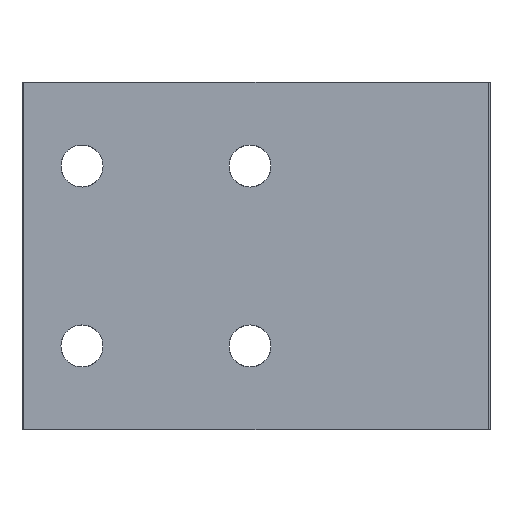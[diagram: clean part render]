
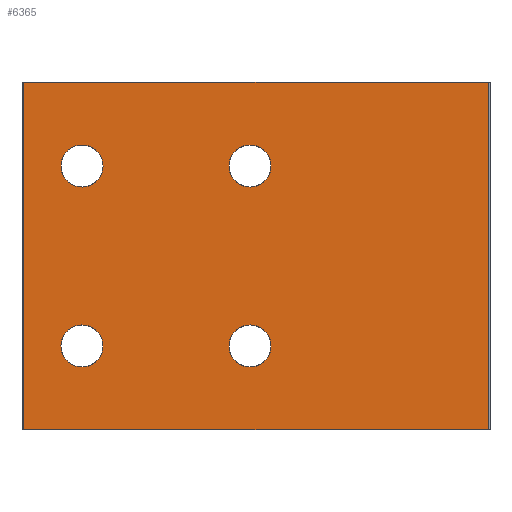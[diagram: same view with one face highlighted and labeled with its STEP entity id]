
A CAD part, front view. The second image highlights one B-rep face of the part: STEP entity #6365.
In plain terms, the highlighted planar face has unit normal (0, -1, 0).
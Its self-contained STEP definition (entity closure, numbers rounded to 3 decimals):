
#5 = CARTESIAN_POINT ( 'NONE',  ( 10441.392, 2863.331, 25. ) ) ;
#26 = VERTEX_POINT ( 'NONE', #7511 ) ;
#139 = EDGE_CURVE ( 'NONE', #7744, #26, #2704, .T. ) ;
#146 = CARTESIAN_POINT ( 'NONE',  ( 10413.392, 2863.331, 21.5 ) ) ;
#157 = VECTOR ( 'NONE', #8341, 1000. ) ;
#172 = DIRECTION ( 'NONE',  ( 0., 1., 0. ) ) ;
#181 = EDGE_CURVE ( 'NONE', #7744, #7060, #1137, .T. ) ;
#268 = DIRECTION ( 'NONE',  ( 0., 1., 0. ) ) ;
#305 = DIRECTION ( 'NONE',  ( 0., 1., 0. ) ) ;
#306 = CARTESIAN_POINT ( 'NONE',  ( 10413.392, 2863.331, 25. ) ) ;
#333 = CARTESIAN_POINT ( 'NONE',  ( 10441.392, 2863.331, -8.5 ) ) ;
#387 = CIRCLE ( 'NONE', #481, 3.5 ) ;
#456 = CARTESIAN_POINT ( 'NONE',  ( 10481.392, 2863.331, 10. ) ) ;
#481 = AXIS2_PLACEMENT_3D ( 'NONE', #5961, #172, #525 ) ;
#525 = DIRECTION ( 'NONE',  ( 0., 0., 1. ) ) ;
#529 = CARTESIAN_POINT ( 'NONE',  ( 10441.392, 2863.331, 21.5 ) ) ;
#608 = VERTEX_POINT ( 'NONE', #1726 ) ;
#706 = DIRECTION ( 'NONE',  ( 0., 0., 1. ) ) ;
#793 = EDGE_CURVE ( 'NONE', #794, #1548, #387, .T. ) ;
#794 = VERTEX_POINT ( 'NONE', #4659 ) ;
#934 = VECTOR ( 'NONE', #7498, 1000. ) ;
#1039 = CIRCLE ( 'NONE', #5195, 3.5 ) ;
#1130 = EDGE_CURVE ( 'NONE', #2595, #4835, #3446, .T. ) ;
#1137 = LINE ( 'NONE', #6760, #2496 ) ;
#1158 = DIRECTION ( 'NONE',  ( 0., 0., 1. ) ) ;
#1252 = EDGE_CURVE ( 'NONE', #7813, #608, #1039, .T. ) ;
#1312 = ORIENTED_EDGE ( 'NONE', *, *, #1130, .T. ) ;
#1432 = EDGE_CURVE ( 'NONE', #6029, #2246, #6759, .T. ) ;
#1458 = AXIS2_PLACEMENT_3D ( 'NONE', #4366, #305, #5040 ) ;
#1548 = VERTEX_POINT ( 'NONE', #5379 ) ;
#1629 = EDGE_LOOP ( 'NONE', ( #8364, #6967, #5571, #5992 ) ) ;
#1656 = FACE_BOUND ( 'NONE', #7095, .T. ) ;
#1672 = CIRCLE ( 'NONE', #1458, 3.5 ) ;
#1694 = AXIS2_PLACEMENT_3D ( 'NONE', #7488, #6929, #7707 ) ;
#1726 = CARTESIAN_POINT ( 'NONE',  ( 10441.392, 2863.331, 28.5 ) ) ;
#1769 = EDGE_CURVE ( 'NONE', #608, #7813, #3021, .T. ) ;
#1808 = DIRECTION ( 'NONE',  ( 0., 1., 0. ) ) ;
#1813 = CARTESIAN_POINT ( 'NONE',  ( 10403.692, 2863.331, 39. ) ) ;
#1855 = FACE_BOUND ( 'NONE', #4573, .T. ) ;
#1962 = DIRECTION ( 'NONE',  ( 0., 1., 0. ) ) ;
#2128 = AXIS2_PLACEMENT_3D ( 'NONE', #5, #4756, #706 ) ;
#2156 = CARTESIAN_POINT ( 'NONE',  ( 10413.392, 2863.331, 28.5 ) ) ;
#2246 = VERTEX_POINT ( 'NONE', #146 ) ;
#2308 = AXIS2_PLACEMENT_3D ( 'NONE', #306, #268, #4327 ) ;
#2496 = VECTOR ( 'NONE', #6562, 1000. ) ;
#2565 = ORIENTED_EDGE ( 'NONE', *, *, #793, .T. ) ;
#2595 = VERTEX_POINT ( 'NONE', #2737 ) ;
#2704 = LINE ( 'NONE', #7967, #934 ) ;
#2737 = CARTESIAN_POINT ( 'NONE',  ( 10441.392, 2863.331, -1.5 ) ) ;
#2877 = CARTESIAN_POINT ( 'NONE',  ( 10481.092, 2863.331, 10. ) ) ;
#2951 = DIRECTION ( 'NONE',  ( 0., 1., 0. ) ) ;
#3021 = CIRCLE ( 'NONE', #2128, 3.5 ) ;
#3312 = CARTESIAN_POINT ( 'NONE',  ( 10441.392, 2863.331, 25. ) ) ;
#3433 = FACE_BOUND ( 'NONE', #5850, .T. ) ;
#3437 = EDGE_CURVE ( 'NONE', #1548, #794, #8312, .T. ) ;
#3446 = CIRCLE ( 'NONE', #1694, 3.5 ) ;
#3721 = CARTESIAN_POINT ( 'NONE',  ( 10481.392, 2863.331, -19. ) ) ;
#3916 = CARTESIAN_POINT ( 'NONE',  ( 10403.692, 2863.331, -19. ) ) ;
#4321 = LINE ( 'NONE', #3721, #7733 ) ;
#4327 = DIRECTION ( 'NONE',  ( 0., 0., 1. ) ) ;
#4366 = CARTESIAN_POINT ( 'NONE',  ( 10413.392, 2863.331, 25. ) ) ;
#4416 = DIRECTION ( 'NONE',  ( 1., 0., 0. ) ) ;
#4573 = EDGE_LOOP ( 'NONE', ( #4800, #7254 ) ) ;
#4659 = CARTESIAN_POINT ( 'NONE',  ( 10413.392, 2863.331, -1.5 ) ) ;
#4710 = AXIS2_PLACEMENT_3D ( 'NONE', #5864, #1808, #6581 ) ;
#4756 = DIRECTION ( 'NONE',  ( 0., 1., 0. ) ) ;
#4800 = ORIENTED_EDGE ( 'NONE', *, *, #1252, .T. ) ;
#4835 = VERTEX_POINT ( 'NONE', #333 ) ;
#4875 = EDGE_CURVE ( 'NONE', #4835, #2595, #5276, .T. ) ;
#5030 = AXIS2_PLACEMENT_3D ( 'NONE', #456, #5203, #1158 ) ;
#5040 = DIRECTION ( 'NONE',  ( 0., 0., 1. ) ) ;
#5195 = AXIS2_PLACEMENT_3D ( 'NONE', #3312, #1962, #8107 ) ;
#5203 = DIRECTION ( 'NONE',  ( 0., 1., 0. ) ) ;
#5276 = CIRCLE ( 'NONE', #4710, 3.5 ) ;
#5379 = CARTESIAN_POINT ( 'NONE',  ( 10413.392, 2863.331, -8.5 ) ) ;
#5430 = EDGE_CURVE ( 'NONE', #2246, #6029, #1672, .T. ) ;
#5571 = ORIENTED_EDGE ( 'NONE', *, *, #6070, .T. ) ;
#5822 = EDGE_LOOP ( 'NONE', ( #6092, #8564 ) ) ;
#5850 = EDGE_LOOP ( 'NONE', ( #7350, #2565 ) ) ;
#5864 = CARTESIAN_POINT ( 'NONE',  ( 10441.392, 2863.331, -5. ) ) ;
#5961 = CARTESIAN_POINT ( 'NONE',  ( 10413.392, 2863.331, -5. ) ) ;
#5992 = ORIENTED_EDGE ( 'NONE', *, *, #139, .F. ) ;
#6029 = VERTEX_POINT ( 'NONE', #2156 ) ;
#6070 = EDGE_CURVE ( 'NONE', #7180, #26, #7609, .T. ) ;
#6092 = ORIENTED_EDGE ( 'NONE', *, *, #5430, .T. ) ;
#6365 = ADVANCED_FACE ( 'NONE', ( #1656, #3433, #1855, #8669, #6855 ), #6571, .F. ) ;
#6505 = AXIS2_PLACEMENT_3D ( 'NONE', #7032, #2951, #7716 ) ;
#6562 = DIRECTION ( 'NONE',  ( 0., 0., -1. ) ) ;
#6571 = PLANE ( 'NONE',  #5030 ) ;
#6581 = DIRECTION ( 'NONE',  ( 0., 0., 1. ) ) ;
#6759 = CIRCLE ( 'NONE', #2308, 3.5 ) ;
#6760 = CARTESIAN_POINT ( 'NONE',  ( 10403.692, 2863.331, 10. ) ) ;
#6855 = FACE_OUTER_BOUND ( 'NONE', #1629, .T. ) ;
#6929 = DIRECTION ( 'NONE',  ( 0., 1., 0. ) ) ;
#6967 = ORIENTED_EDGE ( 'NONE', *, *, #8254, .T. ) ;
#7032 = CARTESIAN_POINT ( 'NONE',  ( 10413.392, 2863.331, -5. ) ) ;
#7060 = VERTEX_POINT ( 'NONE', #3916 ) ;
#7095 = EDGE_LOOP ( 'NONE', ( #8541, #1312 ) ) ;
#7180 = VERTEX_POINT ( 'NONE', #7782 ) ;
#7254 = ORIENTED_EDGE ( 'NONE', *, *, #1769, .T. ) ;
#7350 = ORIENTED_EDGE ( 'NONE', *, *, #3437, .T. ) ;
#7488 = CARTESIAN_POINT ( 'NONE',  ( 10441.392, 2863.331, -5. ) ) ;
#7498 = DIRECTION ( 'NONE',  ( 1., 0., 0. ) ) ;
#7511 = CARTESIAN_POINT ( 'NONE',  ( 10481.092, 2863.331, 39. ) ) ;
#7609 = LINE ( 'NONE', #2877, #157 ) ;
#7707 = DIRECTION ( 'NONE',  ( 0., 0., 1. ) ) ;
#7716 = DIRECTION ( 'NONE',  ( 0., 0., 1. ) ) ;
#7733 = VECTOR ( 'NONE', #4416, 1000. ) ;
#7744 = VERTEX_POINT ( 'NONE', #1813 ) ;
#7782 = CARTESIAN_POINT ( 'NONE',  ( 10481.092, 2863.331, -19. ) ) ;
#7813 = VERTEX_POINT ( 'NONE', #529 ) ;
#7967 = CARTESIAN_POINT ( 'NONE',  ( 10481.392, 2863.331, 39. ) ) ;
#8107 = DIRECTION ( 'NONE',  ( 0., 0., 1. ) ) ;
#8254 = EDGE_CURVE ( 'NONE', #7060, #7180, #4321, .T. ) ;
#8312 = CIRCLE ( 'NONE', #6505, 3.5 ) ;
#8341 = DIRECTION ( 'NONE',  ( 0., 0., 1. ) ) ;
#8364 = ORIENTED_EDGE ( 'NONE', *, *, #181, .T. ) ;
#8541 = ORIENTED_EDGE ( 'NONE', *, *, #4875, .T. ) ;
#8564 = ORIENTED_EDGE ( 'NONE', *, *, #1432, .T. ) ;
#8669 = FACE_BOUND ( 'NONE', #5822, .T. ) ;
